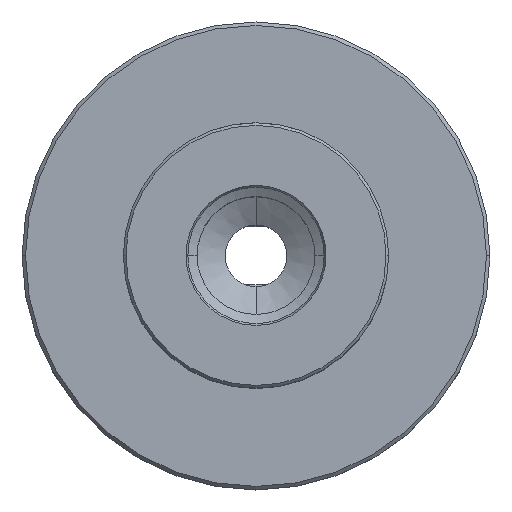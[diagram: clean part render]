
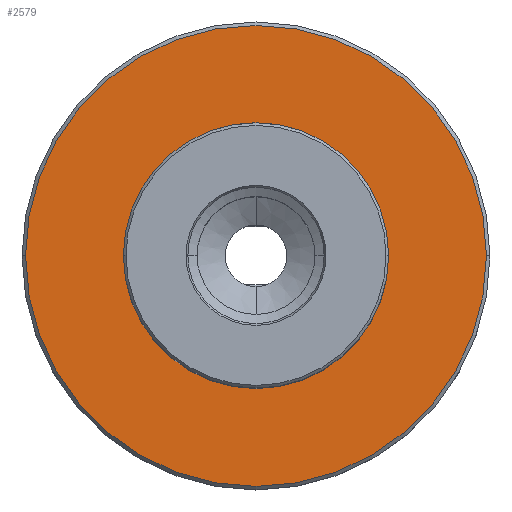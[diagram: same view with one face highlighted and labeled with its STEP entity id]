
A CAD part, top view. The second image highlights one B-rep face of the part: STEP entity #2579.
In plain terms, the highlighted planar face has unit normal (0, 0, 1).
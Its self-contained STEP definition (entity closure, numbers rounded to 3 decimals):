
#1731=VERTEX_POINT('NONE',#5127);
#2517=VERTEX_POINT('NONE',#6001);
#2579=ADVANCED_FACE('NONE',(#6067,#6068),#6069,.F.);
#2851=EDGE_CURVE('NONE',#1731,#3581,#6370,.T.);
#3581=VERTEX_POINT('NONE',#7176);
#3655=VERTEX_POINT('NONE',#7255);
#3971=EDGE_CURVE('NONE',#2517,#3655,#7600,.T.);
#4261=EDGE_CURVE('NONE',#3655,#2517,#7915,.T.);
#5043=EDGE_CURVE('NONE',#3581,#1731,#8792,.T.);
#5127=CARTESIAN_POINT('',(-31.275,0.,0.0));
#6001=CARTESIAN_POINT('',(17.8,0.,0.0));
#6067=FACE_OUTER_BOUND('',#11646,.T.);
#6068=FACE_BOUND('',#11647,.T.);
#6069=PLANE('',#11648);
#6370=CIRCLE('',#12429,31.275);
#7176=CARTESIAN_POINT('',(31.275,0.,0.0));
#7255=CARTESIAN_POINT('',(-17.8,0.,0.0));
#7600=CIRCLE('',#15792,17.8);
#7915=CIRCLE('',#16565,17.8);
#8792=CIRCLE('',#18803,31.275);
#11646=EDGE_LOOP('',(#19934,#19935));
#11647=EDGE_LOOP('',(#19936,#19937));
#11648=AXIS2_PLACEMENT_3D('',#19938,#19939,#19940);
#12429=AXIS2_PLACEMENT_3D('',#20231,#20232,#20233);
#15792=AXIS2_PLACEMENT_3D('',#21396,#21397,#21398);
#16565=AXIS2_PLACEMENT_3D('',#21670,#21671,#21672);
#18803=AXIS2_PLACEMENT_3D('',#22698,#22699,#22700);
#19934=ORIENTED_EDGE('',*,*,#2851,.F.);
#19935=ORIENTED_EDGE('',*,*,#5043,.F.);
#19936=ORIENTED_EDGE('',*,*,#3971,.T.);
#19937=ORIENTED_EDGE('',*,*,#4261,.T.);
#19938=CARTESIAN_POINT('',(0.0,0.0,0.0));
#19939=DIRECTION('',(0.0,0.0,-1.0));
#19940=DIRECTION('',(-1.0,0.0,0.0));
#20231=CARTESIAN_POINT('',(0.0,0.0,0.0));
#20232=DIRECTION('',(0.0,0.0,-1.0));
#20233=DIRECTION('',(0.0,1.0,0.0));
#21396=CARTESIAN_POINT('',(0.0,0.0,0.0));
#21397=DIRECTION('',(0.0,0.0,-1.0));
#21398=DIRECTION('',(0.0,1.0,0.0));
#21670=CARTESIAN_POINT('',(0.0,0.0,0.0));
#21671=DIRECTION('',(0.0,0.0,-1.0));
#21672=DIRECTION('',(0.0,1.0,0.0));
#22698=CARTESIAN_POINT('',(0.0,0.0,0.0));
#22699=DIRECTION('',(0.0,0.0,-1.0));
#22700=DIRECTION('',(0.0,1.0,0.0));
